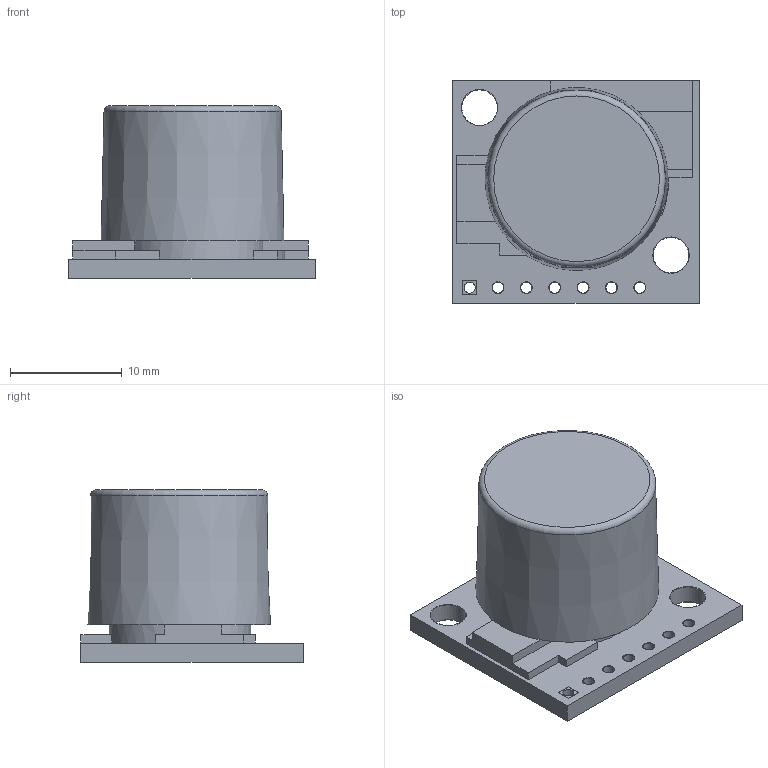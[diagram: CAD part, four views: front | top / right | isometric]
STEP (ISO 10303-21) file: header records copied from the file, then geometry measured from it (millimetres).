
FILE_DESCRIPTION(/* description */ (''),/* implementation_level */ '2;1');
FILE_NAME(/* name */ 'MB1013-000.stp',/* time_stamp */ '2019-11-14T09:57:21-08:00',/* author */ ('Phillips Lenovo'),/* organization */ ('Autodesk Inc.'),/* preprocessor_version */ 'ST-DEVELOPER v18',/* originating_system */ 'Autodesk Inventor 2020',/* authorisation */ '');
FILE_SCHEMA (('AUTOMOTIVE_DESIGN { 1 0 10303 214 3 1 1 }'));
Length unit declared in the file: centimetre
Products named in the file (1): MB1013-000
Bounding box: 22.1 x 19.94 x 15.42 mm (x, y, z)
Volume: 3514.4 mm3; surface area: 1873 mm2
Topology: 1 solids, 1 shells, 251 faces, 683 edges, 465 vertices
Faces by surface type: plane 148, bspline 73, cylinder 28, torus 1, cone 1
Full cylindrical faces by diameter (mm): 0.991 x7, 1.067 x12, 3.175 x2, 3.251 x4
Entity records: 8341 total; most frequent: CARTESIAN_POINT 2057, ORIENTED_EDGE 1366, DIRECTION 997, EDGE_CURVE 683, VERTEX_POINT 465, LINE 435, VECTOR 435, EDGE_LOOP 300
